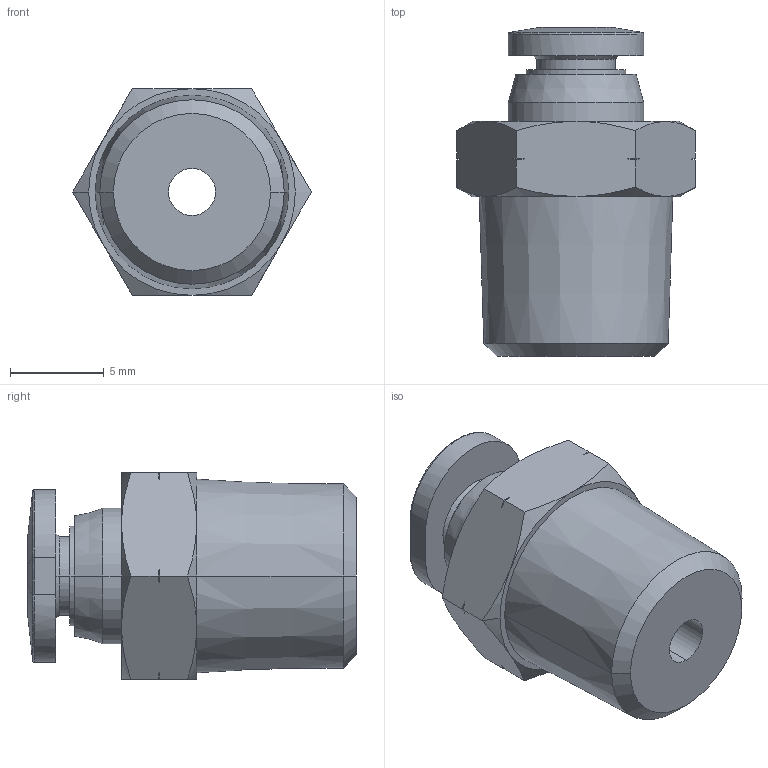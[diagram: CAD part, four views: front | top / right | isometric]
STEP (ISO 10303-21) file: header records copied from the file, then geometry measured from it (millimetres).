
FILE_DESCRIPTION (( 'STEP AP203' ), '1' );
FILE_NAME ('MS18-18N.step', '2016-02-15T20:01:32', ( '' ), ( '' ), 'SwSTEP 2.0', 'SolidWorks 2015', '' );
FILE_SCHEMA (( 'CONFIG_CONTROL_DESIGN' ));
Length unit declared in the file: inch
Products named in the file (1): MS18-18N
Bounding box: 12.7 x 17.5 x 11 mm (x, y, z)
Volume: 1135.2 mm3; surface area: 932 mm2
Topology: 1 solids, 1 shells, 80 faces, 182 edges, 110 vertices
Faces by surface type: cone 38, plane 16, bspline 14, cylinder 12
Entity records: 3575 total; most frequent: CARTESIAN_POINT 1843, ORIENTED_EDGE 364, DIRECTION 302, EDGE_CURVE 182, AXIS2_PLACEMENT_3D 125, VERTEX_POINT 110, EDGE_LOOP 88, FACE_OUTER_BOUND 80
